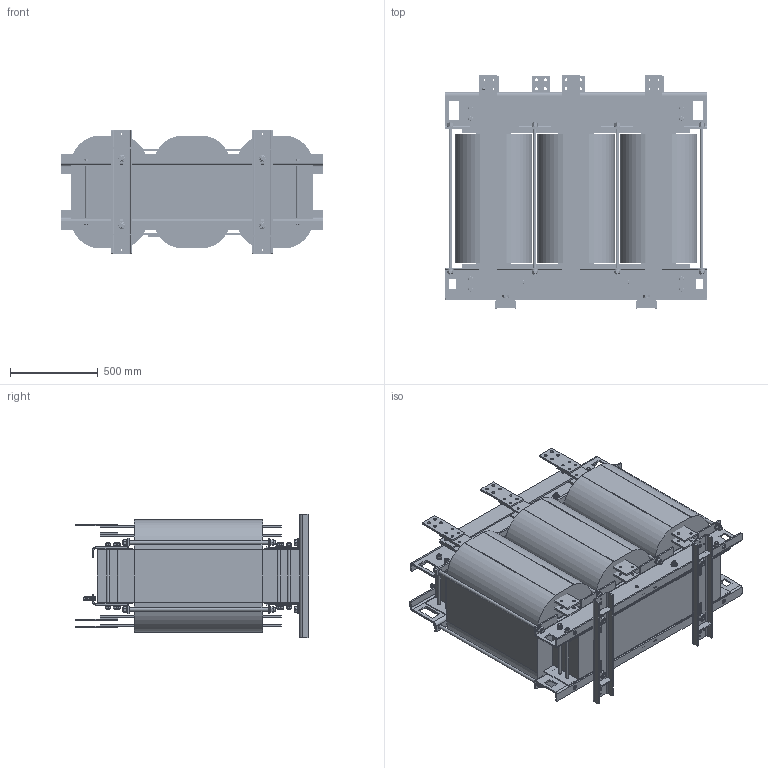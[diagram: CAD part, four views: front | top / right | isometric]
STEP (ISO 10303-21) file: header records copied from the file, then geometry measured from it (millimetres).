
FILE_DESCRIPTION(/* description */ (''),/* implementation_level */ '2;1');
FILE_NAME(/* name */ 'TTX1000_V01.stp',/* time_stamp */ '2023-12-11T11:32:39+01:00',/* author */ ('ops'),/* organization */ (''),/* preprocessor_version */ 'ST-DEVELOPER v16.13',/* originating_system */ 'Autodesk Inventor 2018',/* authorisation */ '');
FILE_SCHEMA (('AUTOMOTIVE_DESIGN { 1 0 10303 214 3 1 1 }'));
Products named in the file (1): TTX1000_V01
Bounding box: 1490 x 1325 x 700 mm (x, y, z)
Volume: 748873468.4 mm3; surface area: 24226094.6 mm2
Topology: 202 solids, 202 shells, 2213 faces, 5115 edges, 3332 vertices
Faces by surface type: plane 1235, cylinder 674, cone 224, torus 80
Full cylindrical faces by diameter (mm): 3.5 x8, 7 x8, 10.106 x11, 11 x14, 11.053 x1, 12 x5, 13 x129, 13.835 x16, 15 x10, 16 x8, 17 x120, 17.2 x1, 17.294 x16, 18 x4, 20 x8, 20.752 x4, 21 x16, 22 x24, 24 x15, 25 x32, 30 x16, 33.61 x4, 37 x24, 44 x8
Entity records: 62127 total; most frequent: CARTESIAN_POINT 12375, DIRECTION 9755, ORIENTED_EDGE 8560, EDGE_CURVE 4280, AXIS2_PLACEMENT_3D 4045, EDGE_LOOP 3713, VERTEX_POINT 3193, STYLED_ITEM 2225
